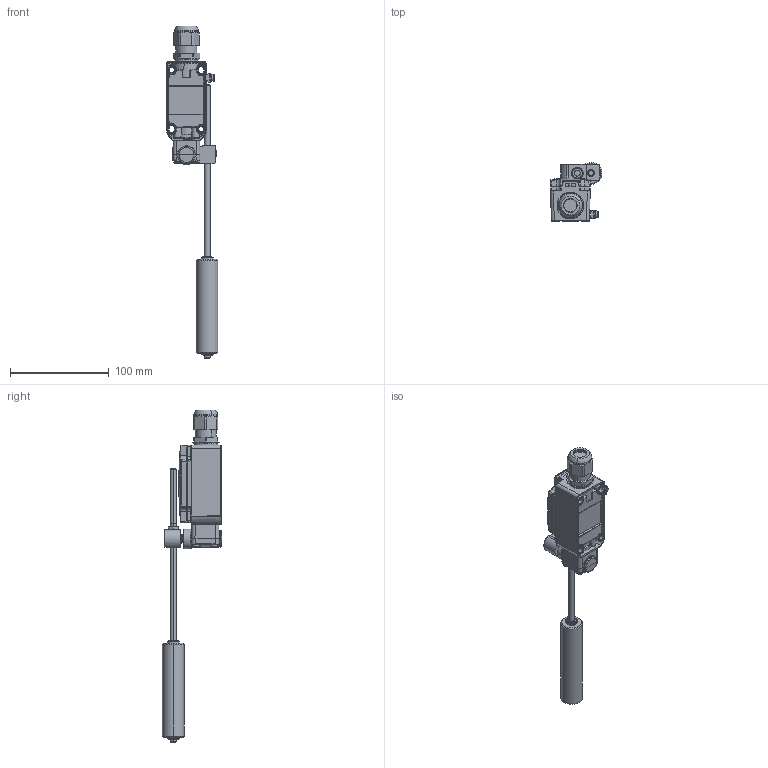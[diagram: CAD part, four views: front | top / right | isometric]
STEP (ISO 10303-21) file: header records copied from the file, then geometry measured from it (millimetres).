
FILE_DESCRIPTION (( 'STEP AP214' ), '1' );
FILE_NAME ('80_742_01_01_0_8074_2-.-SR.STEP', '2017-10-10T08:48:48', ( '' ), ( '' ), 'SwSTEP 2.0', 'SolidWorks 2017', '' );
FILE_SCHEMA (( 'AUTOMOTIVE_DESIGN' ));
Length unit declared in the file: millimetre
Products named in the file (8): 81_610_77_01_0_Dichtung; 81_616_05_30_0_Anschlussgewindedichtung_M20; 80_742_01_01_0_8074_2-.-SR; 81_610_77_01_0_Stutzen_Vereinfacht; 8161_Staubschutzkappe_M20; 81_610_77_01_0_Vereinfacht; 81_610_77_01_0_Hutmutter_Vereinfacht
Assembly tree (7 placements, depth 3):
  80_742_01_01_0_8074_2-.-SR
    80_742_01_01_0_8074_2-.-SR
    81_610_77_01_0_Vereinfacht
      81_610_77_01_0_Stutzen_Vereinfacht
      81_610_77_01_0_Dichtung
      81_610_77_01_0_Hutmutter_Vereinfacht
      81_616_05_30_0_Anschlussgewindedichtung_M20
      8161_Staubschutzkappe_M20
Bounding box: 52.67 x 60 x 336.69 mm (x, y, z)
Volume: 11143 mm3; surface area: 64206.3 mm2
Topology: 5 solids, 38 shells, 1140 faces, 3370 edges, 2192 vertices
Faces by surface type: plane 359, cylinder 357, bspline 266, cone 148, torus 10
Entity records: 59002 total; most frequent: CARTESIAN_POINT 32632, ORIENTED_EDGE 5832, DIRECTION 4330, EDGE_CURVE 3306, VERTEX_POINT 2192, AXIS2_PLACEMENT_3D 1553, EDGE_LOOP 1225, LINE 1224
